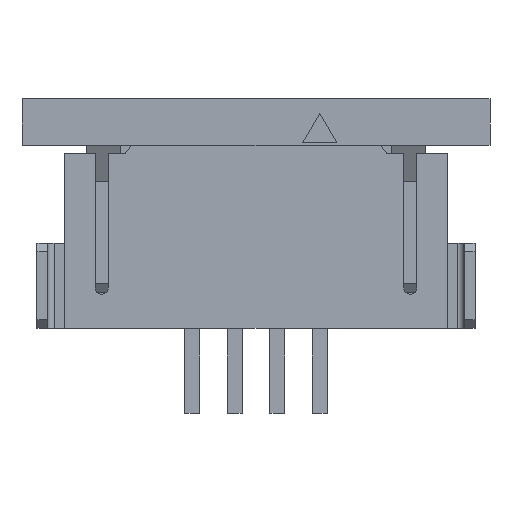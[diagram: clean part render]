
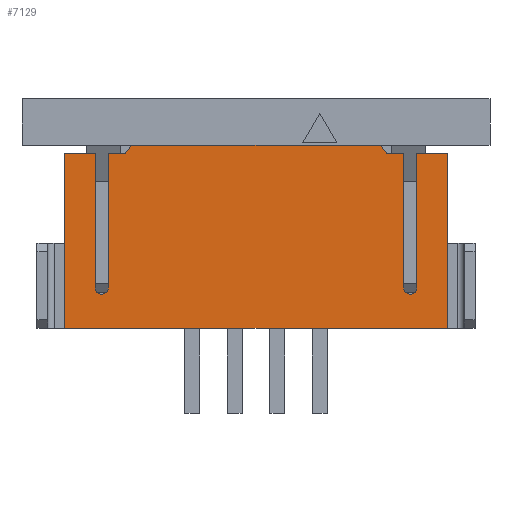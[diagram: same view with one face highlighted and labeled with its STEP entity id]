
A CAD part, front view. The second image highlights one B-rep face of the part: STEP entity #7129.
In plain terms, the highlighted planar face has unit normal (0, -1, 0).
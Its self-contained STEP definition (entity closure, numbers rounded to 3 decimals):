
#9=DIRECTION('',(0.,0.,-1.));
#10=VECTOR('',#9,4.1);
#11=CARTESIAN_POINT('',(-4.5,0.,4.1));
#12=LINE('',#11,#10);
#1711=DIRECTION('',(0.,0.,-1.));
#1712=VECTOR('',#1711,3.15);
#1713=CARTESIAN_POINT('',(-3.775,0.,4.1));
#1714=LINE('',#1713,#1712);
#1715=CARTESIAN_POINT('',(-3.625,0.,0.95));
#1716=DIRECTION('',(0.,-1.,0.));
#1717=DIRECTION('',(-1.,0.,0.));
#1718=AXIS2_PLACEMENT_3D('',#1715,#1716,#1717);
#1720=DIRECTION('',(0.,0.,1.));
#1721=VECTOR('',#1720,3.15);
#1722=CARTESIAN_POINT('',(-3.475,0.,0.95));
#1723=LINE('',#1722,#1721);
#1724=DIRECTION('',(1.,0.,0.));
#1725=VECTOR('',#1724,0.4);
#1726=CARTESIAN_POINT('',(-3.475,0.,4.1));
#1727=LINE('',#1726,#1725);
#1728=DIRECTION('',(0.6,0.,0.8));
#1729=VECTOR('',#1728,0.25);
#1730=CARTESIAN_POINT('',(-3.075,0.,4.1));
#1731=LINE('',#1730,#1729);
#1732=DIRECTION('',(1.,0.,0.));
#1733=VECTOR('',#1732,5.85);
#1734=CARTESIAN_POINT('',(-2.925,0.,4.3));
#1735=LINE('',#1734,#1733);
#1736=DIRECTION('',(0.6,0.,-0.8));
#1737=VECTOR('',#1736,0.25);
#1738=CARTESIAN_POINT('',(2.925,0.,4.3));
#1739=LINE('',#1738,#1737);
#1740=DIRECTION('',(-1.,0.,0.));
#1741=VECTOR('',#1740,0.4);
#1742=CARTESIAN_POINT('',(3.475,0.,4.1));
#1743=LINE('',#1742,#1741);
#1744=DIRECTION('',(0.,0.,-1.));
#1745=VECTOR('',#1744,3.15);
#1746=CARTESIAN_POINT('',(3.475,0.,4.1));
#1747=LINE('',#1746,#1745);
#1748=CARTESIAN_POINT('',(3.625,0.,0.95));
#1749=DIRECTION('',(0.,-1.,0.));
#1750=DIRECTION('',(-1.,0.,0.));
#1751=AXIS2_PLACEMENT_3D('',#1748,#1749,#1750);
#1753=DIRECTION('',(0.,0.,1.));
#1754=VECTOR('',#1753,3.15);
#1755=CARTESIAN_POINT('',(3.775,0.,0.95));
#1756=LINE('',#1755,#1754);
#1757=DIRECTION('',(-1.,0.,0.));
#1758=VECTOR('',#1757,0.725);
#1759=CARTESIAN_POINT('',(4.5,0.,4.1));
#1760=LINE('',#1759,#1758);
#1761=DIRECTION('',(1.,0.,0.));
#1762=VECTOR('',#1761,0.725);
#1763=CARTESIAN_POINT('',(-4.5,0.,4.1));
#1764=LINE('',#1763,#1762);
#2073=DIRECTION('',(1.,0.,0.));
#2074=VECTOR('',#2073,9.);
#2075=CARTESIAN_POINT('',(-4.5,0.,0.));
#2076=LINE('',#2075,#2074);
#2315=DIRECTION('',(0.,0.,-1.));
#2316=VECTOR('',#2315,4.1);
#2317=CARTESIAN_POINT('',(4.5,0.,4.1));
#2318=LINE('',#2317,#2316);
#3789=CARTESIAN_POINT('',(-4.5,0.,0.));
#3790=CARTESIAN_POINT('',(4.5,0.,0.));
#3791=VERTEX_POINT('',#3789);
#3792=VERTEX_POINT('',#3790);
#3797=CARTESIAN_POINT('',(-3.075,0.,4.1));
#3798=CARTESIAN_POINT('',(-2.925,0.,4.3));
#3799=VERTEX_POINT('',#3797);
#3800=VERTEX_POINT('',#3798);
#3801=CARTESIAN_POINT('',(-4.5,0.,4.1));
#3802=VERTEX_POINT('',#3801);
#3803=CARTESIAN_POINT('',(4.5,0.,4.1));
#3804=VERTEX_POINT('',#3803);
#3805=CARTESIAN_POINT('',(2.925,0.,4.3));
#3806=VERTEX_POINT('',#3805);
#3807=CARTESIAN_POINT('',(-3.775,0.,4.1));
#3808=CARTESIAN_POINT('',(-3.775,0.,0.95));
#3809=VERTEX_POINT('',#3807);
#3810=VERTEX_POINT('',#3808);
#3811=CARTESIAN_POINT('',(-3.475,0.,0.95));
#3812=VERTEX_POINT('',#3811);
#3813=CARTESIAN_POINT('',(-3.475,0.,4.1));
#3814=VERTEX_POINT('',#3813);
#3815=CARTESIAN_POINT('',(3.475,0.,4.1));
#3816=CARTESIAN_POINT('',(3.475,0.,0.95));
#3817=VERTEX_POINT('',#3815);
#3818=VERTEX_POINT('',#3816);
#3819=CARTESIAN_POINT('',(3.775,0.,0.95));
#3820=VERTEX_POINT('',#3819);
#3821=CARTESIAN_POINT('',(3.775,0.,4.1));
#3822=VERTEX_POINT('',#3821);
#3907=CARTESIAN_POINT('',(3.075,0.,4.1));
#3908=VERTEX_POINT('',#3907);
#7098=CARTESIAN_POINT('',(-4.5,0.,4.3));
#7099=DIRECTION('',(0.,-1.,0.));
#7100=DIRECTION('',(0.,0.,-1.));
#7101=AXIS2_PLACEMENT_3D('',#7098,#7099,#7100);
#7102=PLANE('',#7101);
#7104=ORIENTED_EDGE('',*,*,#7103,.T.);
#7106=ORIENTED_EDGE('',*,*,#7105,.T.);
#7108=ORIENTED_EDGE('',*,*,#7107,.T.);
#7110=ORIENTED_EDGE('',*,*,#7109,.T.);
#7111=ORIENTED_EDGE('',*,*,#7088,.T.);
#7112=ORIENTED_EDGE('',*,*,#6324,.T.);
#7113=ORIENTED_EDGE('',*,*,#6989,.T.);
#7114=ORIENTED_EDGE('',*,*,#6850,.F.);
#7115=ORIENTED_EDGE('',*,*,#6906,.T.);
#7117=ORIENTED_EDGE('',*,*,#7116,.T.);
#7118=ORIENTED_EDGE('',*,*,#6756,.T.);
#7119=ORIENTED_EDGE('',*,*,#6827,.F.);
#7121=ORIENTED_EDGE('',*,*,#7120,.T.);
#7123=ORIENTED_EDGE('',*,*,#7122,.F.);
#7124=ORIENTED_EDGE('',*,*,#5018,.F.);
#7126=ORIENTED_EDGE('',*,*,#7125,.T.);
#7127=EDGE_LOOP('',(#7104,#7106,#7108,#7110,#7111,#7112,#7113,#7114,#7115,#7117,
#7118,#7119,#7121,#7123,#7124,#7126));
#7128=FACE_OUTER_BOUND('',#7127,.F.);
#7129=ADVANCED_FACE('',(#7128),#7102,.T.);
#1719=CIRCLE('',#1718,0.15);
#1752=CIRCLE('',#1751,0.15);
#5018=EDGE_CURVE('',#3802,#3791,#12,.T.);
#6324=EDGE_CURVE('',#3800,#3806,#1735,.T.);
#6756=EDGE_CURVE('',#3820,#3822,#1756,.T.);
#6827=EDGE_CURVE('',#3804,#3822,#1760,.T.);
#6850=EDGE_CURVE('',#3817,#3908,#1743,.T.);
#6906=EDGE_CURVE('',#3817,#3818,#1747,.T.);
#6989=EDGE_CURVE('',#3806,#3908,#1739,.T.);
#7088=EDGE_CURVE('',#3799,#3800,#1731,.T.);
#7103=EDGE_CURVE('',#3809,#3810,#1714,.T.);
#7105=EDGE_CURVE('',#3810,#3812,#1719,.T.);
#7107=EDGE_CURVE('',#3812,#3814,#1723,.T.);
#7109=EDGE_CURVE('',#3814,#3799,#1727,.T.);
#7116=EDGE_CURVE('',#3818,#3820,#1752,.T.);
#7120=EDGE_CURVE('',#3804,#3792,#2318,.T.);
#7122=EDGE_CURVE('',#3791,#3792,#2076,.T.);
#7125=EDGE_CURVE('',#3802,#3809,#1764,.T.);
